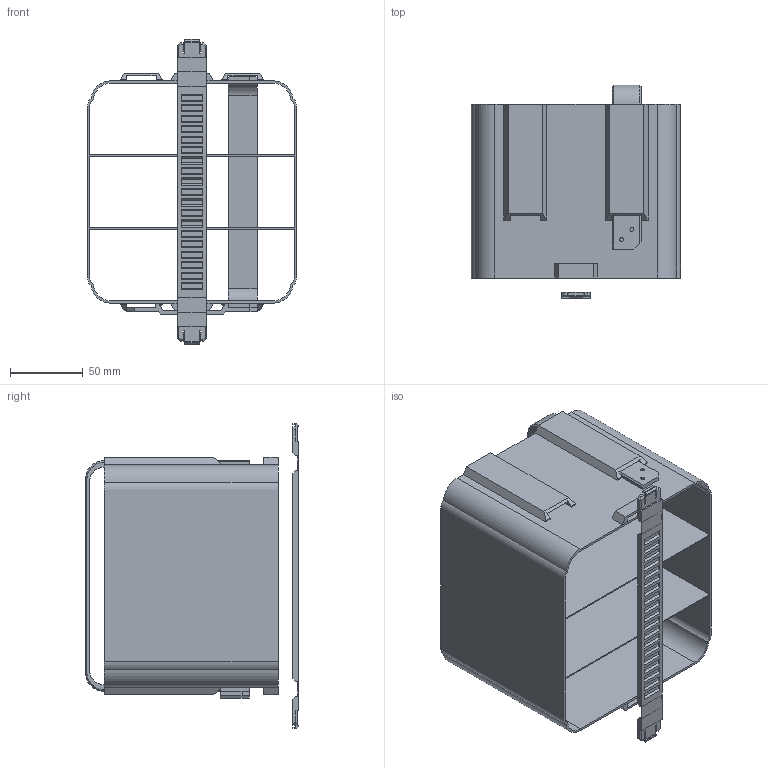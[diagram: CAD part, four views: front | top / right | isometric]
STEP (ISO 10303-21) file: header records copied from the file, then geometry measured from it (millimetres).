
FILE_DESCRIPTION(('FreeCAD Model'),'2;1');
FILE_NAME('Open CASCADE Shape Model','2022-09-12T11:59:01',('Author'),( ''),'Open CASCADE STEP processor 7.5','FreeCAD','Unknown');
FILE_SCHEMA(('AUTOMOTIVE_DESIGN { 1 0 10303 214 1 1 1 1 }'));
Length unit declared in the file: millimetre
Products named in the file (5): CyberCase; MainBody; Gurte; Band; Body003
Assembly tree (4 placements, depth 2):
  CyberCase
    MainBody
    Gurte
    Band
    Body003
Bounding box: 144.2 x 147 x 210.69 mm (x, y, z)
Volume: 195284.5 mm3; surface area: 254470.4 mm2
Topology: 4 solids, 4 shells, 320 faces, 870 edges, 564 vertices
Faces by surface type: plane 286, cylinder 30, cone 4
Full cylindrical faces by diameter (mm): 2.7 x4, 3.5 x4
Entity records: 21342 total; most frequent: CARTESIAN_POINT 3657, DIRECTION 3236, LINE 2412, VECTOR 2412, ORIENTED_EDGE 1740, PCURVE 1740, DEFINITIONAL_REPRESENTATION 1740, EDGE_CURVE 870
